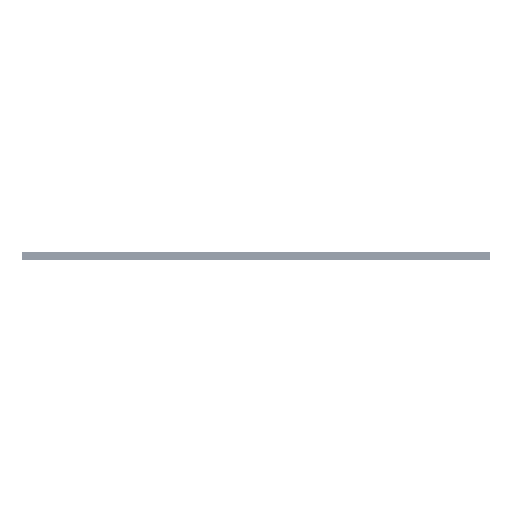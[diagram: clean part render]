
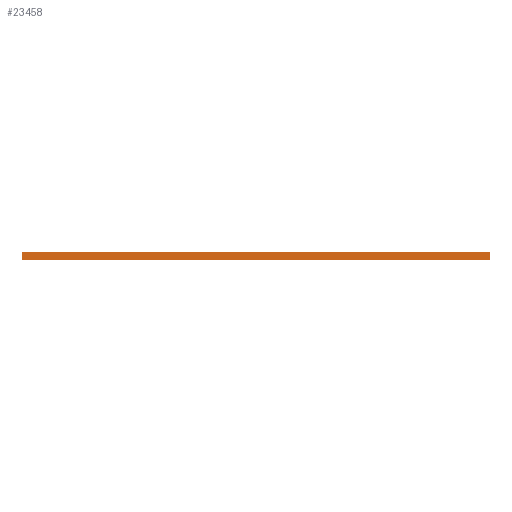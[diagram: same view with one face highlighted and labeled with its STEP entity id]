
A CAD part, left-side view. The second image highlights one B-rep face of the part: STEP entity #23458.
In plain terms, the highlighted planar face has unit normal (-1, 0, 0).
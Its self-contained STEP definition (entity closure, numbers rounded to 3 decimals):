
#3060 = CARTESIAN_POINT ( 'NONE',  ( -600., -600., 0. ) ) ;
#3663 = VERTEX_POINT ( 'NONE', #12707 ) ;
#7458 = VERTEX_POINT ( 'NONE', #3060 ) ;
#9600 = DIRECTION ( 'NONE',  ( 0., 0., -1. ) ) ;
#12707 = CARTESIAN_POINT ( 'NONE',  ( -600., 600., 19. ) ) ;
#18213 = ORIENTED_EDGE ( 'NONE', *, *, #95009, .F. ) ;
#23458 = ADVANCED_FACE ( 'NONE', ( #132209 ), #110845, .F. ) ;
#25393 = ORIENTED_EDGE ( 'NONE', *, *, #122263, .F. ) ;
#30339 = VERTEX_POINT ( 'NONE', #149020 ) ;
#39382 = CARTESIAN_POINT ( 'NONE',  ( -600., 600., 19. ) ) ;
#46764 = VECTOR ( 'NONE', #148139, 1000. ) ;
#56963 = LINE ( 'NONE', #57611, #60746 ) ;
#57611 = CARTESIAN_POINT ( 'NONE',  ( -600., -600., 19. ) ) ;
#58968 = DIRECTION ( 'NONE',  ( 0., -1., 0. ) ) ;
#59945 = DIRECTION ( 'NONE',  ( 0., -1., 0. ) ) ;
#60746 = VECTOR ( 'NONE', #9600, 1000. ) ;
#62331 = CARTESIAN_POINT ( 'NONE',  ( -600., 600., 19. ) ) ;
#62837 = DIRECTION ( 'NONE',  ( 0., 1., 0. ) ) ;
#64847 = VERTEX_POINT ( 'NONE', #89614 ) ;
#66150 = AXIS2_PLACEMENT_3D ( 'NONE', #62331, #135087, #62837 ) ;
#78906 = LINE ( 'NONE', #39382, #46764 ) ;
#79771 = VECTOR ( 'NONE', #58968, 1000. ) ;
#89614 = CARTESIAN_POINT ( 'NONE',  ( -600., -600., 19. ) ) ;
#94852 = CARTESIAN_POINT ( 'NONE',  ( -600., 600., 0. ) ) ;
#95009 = EDGE_CURVE ( 'NONE', #3663, #64847, #115035, .T. ) ;
#95691 = ORIENTED_EDGE ( 'NONE', *, *, #149499, .T. ) ;
#103313 = ORIENTED_EDGE ( 'NONE', *, *, #126557, .T. ) ;
#108586 = EDGE_LOOP ( 'NONE', ( #95691, #25393, #18213, #103313 ) ) ;
#110845 = PLANE ( 'NONE',  #66150 ) ;
#111816 = LINE ( 'NONE', #94852, #79771 ) ;
#115035 = LINE ( 'NONE', #144368, #147146 ) ;
#122263 = EDGE_CURVE ( 'NONE', #64847, #7458, #56963, .T. ) ;
#126557 = EDGE_CURVE ( 'NONE', #3663, #30339, #78906, .T. ) ;
#132209 = FACE_OUTER_BOUND ( 'NONE', #108586, .T. ) ;
#135087 = DIRECTION ( 'NONE',  ( 1., 0., 0. ) ) ;
#144368 = CARTESIAN_POINT ( 'NONE',  ( -600., 600., 19. ) ) ;
#147146 = VECTOR ( 'NONE', #59945, 1000. ) ;
#148139 = DIRECTION ( 'NONE',  ( 0., 0., -1. ) ) ;
#149020 = CARTESIAN_POINT ( 'NONE',  ( -600., 600., 0. ) ) ;
#149499 = EDGE_CURVE ( 'NONE', #30339, #7458, #111816, .T. ) ;
